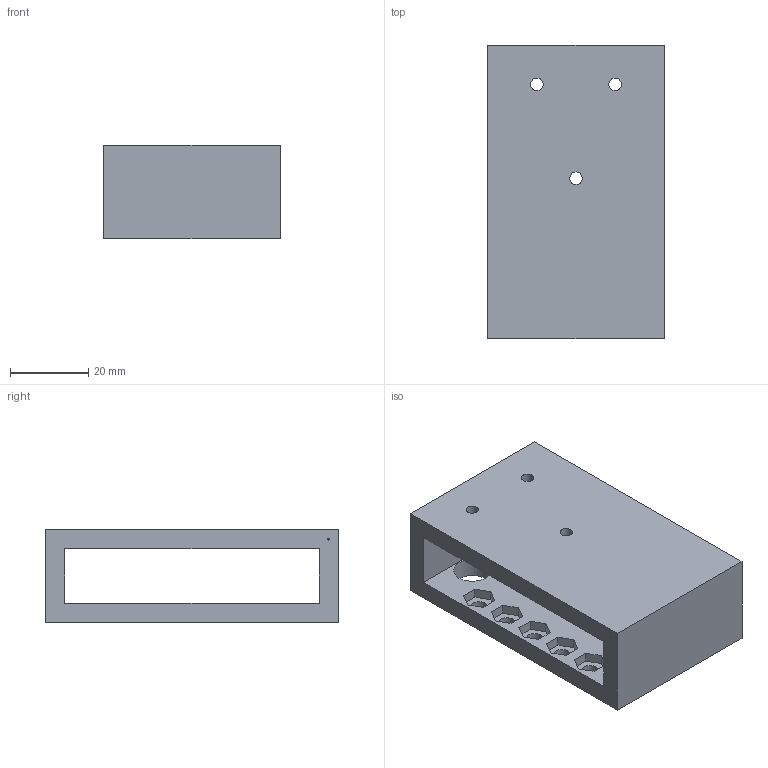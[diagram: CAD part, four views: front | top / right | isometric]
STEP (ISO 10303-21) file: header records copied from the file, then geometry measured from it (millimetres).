
FILE_DESCRIPTION(('FreeCAD Model'),'2;1');
FILE_NAME('Open CASCADE Shape Model','2024-08-01T10:50:09',('Author'),( ''),'Open CASCADE STEP processor 7.6','FreeCAD','Unknown');
FILE_SCHEMA(('AUTOMOTIVE_DESIGN { 1 0 10303 214 1 1 1 1 }'));
Length unit declared in the file: millimetre
Products named in the file (1): Camera Mount
Bounding box: 45 x 75 x 24 mm (x, y, z)
Volume: 37309.1 mm3; surface area: 18615.5 mm2
Topology: 1 solids, 1 shells, 98 faces, 255 edges, 170 vertices
Faces by surface type: plane 81, cylinder 17
Full cylindrical faces by diameter (mm): 0.5 x1, 3.2 x3, 4.2 x10, 9.6 x3
Entity records: 3065 total; most frequent: CARTESIAN_POINT 524, ORIENTED_EDGE 510, DIRECTION 487, EDGE_CURVE 255, LINE 221, VECTOR 221, VERTEX_POINT 170, FACE_BOUND 143
